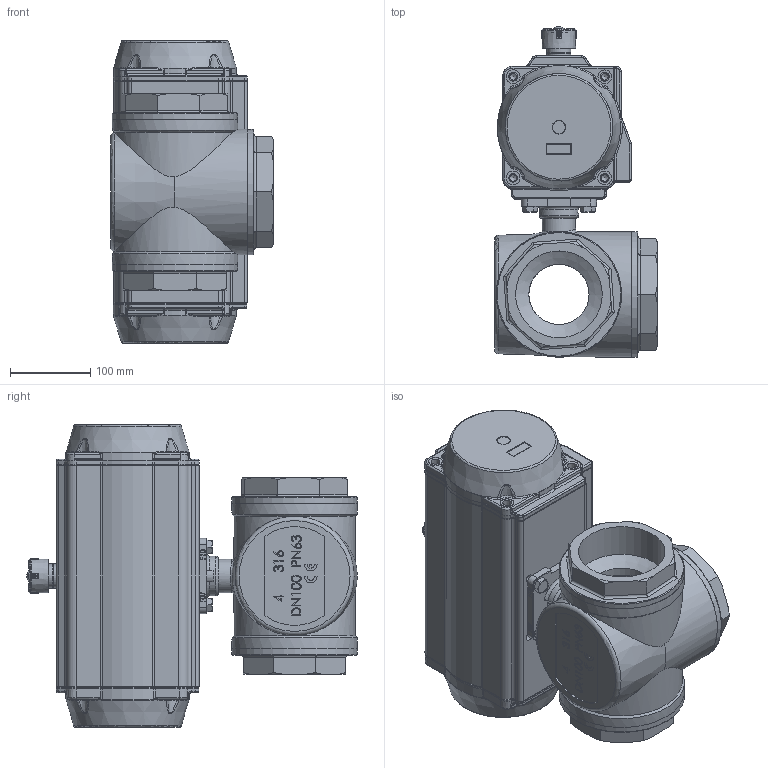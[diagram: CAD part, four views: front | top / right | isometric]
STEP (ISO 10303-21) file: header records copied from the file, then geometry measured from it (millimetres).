
FILE_DESCRIPTION(/* description */ ('Unknown'),/* implementation_level */ '2;1');
FILE_NAME(/* name */ 'PE08 9338_9339-12',/* time_stamp */ '2025-03-26T09:22:25+01:00',/* author */ ('Unknown'),/* organization */ ('Unknown'),/* preprocessor_version */ 'ST-DEVELOPER v19.4',/* originating_system */ 'Solid Edge',/* authorisation */ 'Unknown');
FILE_SCHEMA (('AUTOMOTIVE_DESIGN {1 0 10303 214 3 1 1}'));
Length unit declared in the file: millimetre
Products named in the file (19): PE08 9338_9339-12; 9339-12; G(J)-DN100; M-DN100; T(J)-DN100; FG-DN100; LM-DN100; FS-DN100; PD09_PE08; VTE140埴詰; vt140-2016-06-25; vt140左端盖（模具厂）_MIR; huosai140; VT140-03-C 陔粣; Optische Anzeige; ______; ________(___________; cup head nib bolts with large head gb_GB_FASTENER_BOLT_CHNBW M6X25-N; DIN 933 M10x22 A2-70 BLK_EDST
Assembly tree (29 placements, depth 4):
  PE08 9338_9339-12
    9339-12
      G(J)-DN100  x3
      M-DN100  x3
      T(J)-DN100
      FG-DN100
      LM-DN100
      FS-DN100
    PD09_PE08
      VTE140埴詰
      vt140-2016-06-25
      vt140左端盖（模具厂）_MIR
      huosai140  x2
      VT140-03-C 陔粣
      Optische Anzeige
        ______
        ________(___________  x4
        cup head nib bolts with large head gb_GB_FASTENER_BOLT_CHNBW M6X25-N
    DIN 933 M10x22 A2-70 BLK_EDST  x4
Bounding box: 202.5 x 411.5 x 377 mm (x, y, z)
Volume: 6824148.4 mm3; surface area: 1329450 mm2
Topology: 26 solids, 26 shells, 3257 faces, 8075 edges, 5028 vertices
Faces by surface type: plane 1119, cylinder 869, bspline 655, torus 310, cone 288, sphere 16
Full cylindrical faces by diameter (mm): 3 x16, 3.3 x8, 4.134 x8, 4.66 x1, 5 x1, 6 x1, 6.2 x1, 8 x1, 8.376 x12, 10 x4, 10.106 x6, 11.445 x2, 17 x8, 17.5 x2, 18.3 x1, 20.8 x1, 22 x2, 22.1 x1, 24.9 x1, 26 x3, 26.4 x1, 28 x2, 28.1 x1, 29 x1, 30 x5, 38.5 x1, 40 x1, 41 x1, 41.5 x1, 43 x2
Entity records: 111329 total; most frequent: CARTESIAN_POINT 55039, ORIENTED_EDGE 12246, DIRECTION 9992, EDGE_CURVE 6123, VERTEX_POINT 3981, AXIS2_PLACEMENT_3D 3740, FACE_BOUND 3096, EDGE_LOOP 3074
